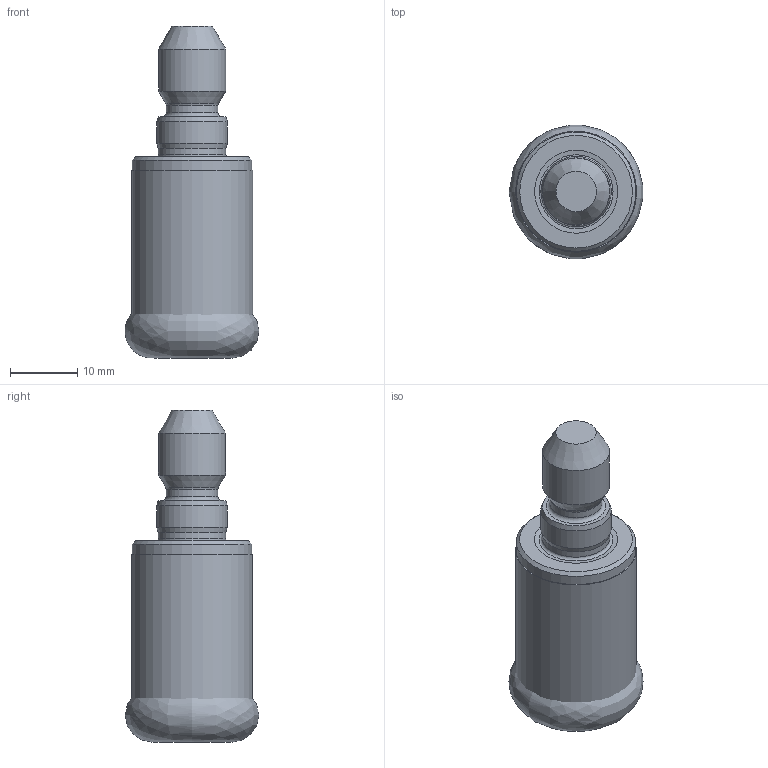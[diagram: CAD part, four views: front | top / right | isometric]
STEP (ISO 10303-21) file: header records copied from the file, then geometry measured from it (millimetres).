
FILE_DESCRIPTION(/* description */ (''),/* implementation_level */ '2;1');
FILE_NAME(/* name */ 'toolassembly_1.stp',/* time_stamp */ '2018-10-22T08:34:40+02:00',/* author */ (''),/* organization */ ('SMS'),/* preprocessor_version */ 'ST-DEVELOPER v15',/* originating_system */ 'SIEMENS PLM Software NX 8.5',/* authorisation */ '');
FILE_SCHEMA (('AUTOMOTIVE_DESIGN { 1 0 10303 214 3 1 1 1 }'));
Length unit declared in the file: millimetre
Products named in the file (4): ASSEMBLY_CONSTRUCTION; CUT_20181022083408; NOCUT_20181022083404; TOOLASSEMBLY_1
Assembly tree (3 placements, depth 2):
  TOOLASSEMBLY_1
    NOCUT_20181022083404
    CUT_20181022083408
    ASSEMBLY_CONSTRUCTION
Bounding box: 19.95 x 19.92 x 49.5 mm (x, y, z)
Volume: 10619.9 mm3; surface area: 3634.4 mm2
Topology: 2 solids, 2 shells, 25 faces, 45 edges, 34 vertices
Faces by surface type: cone 7, cylinder 6, plane 6, torus 5, bspline 1
Full cylindrical faces by diameter (mm): 7.7 x1, 10 x1, 10.1 x1, 10.5 x1, 17.8 x1, 18.04 x1
Entity records: 1516 total; most frequent: CARTESIAN_POINT 905, DIRECTION 118, AXIS2_PLACEMENT_3D 59, EDGE_LOOP 46, ORIENTED_EDGE 46, FACE_BOUND 45, ADVANCED_FACE 25, VERTEX_POINT 24
